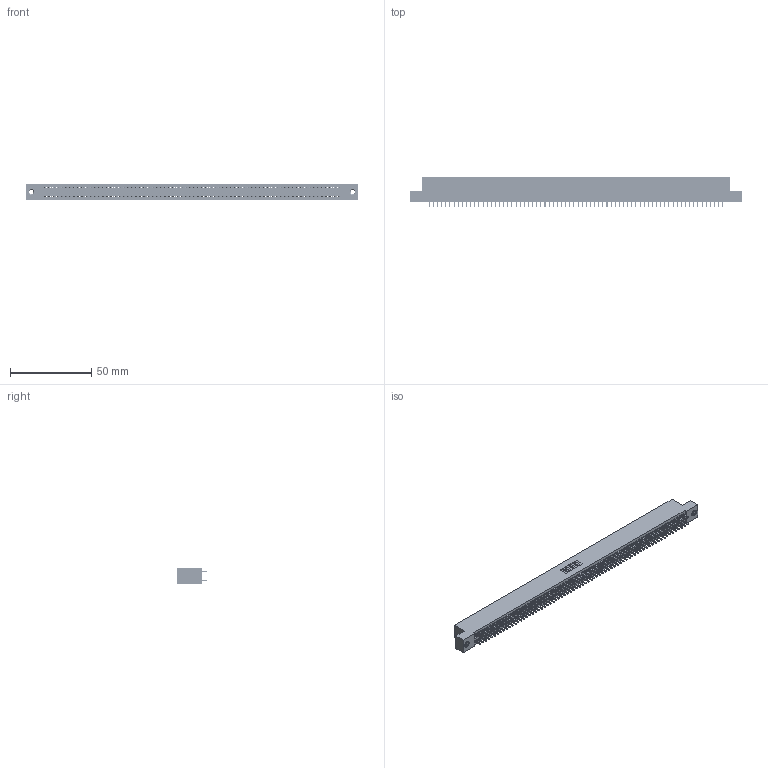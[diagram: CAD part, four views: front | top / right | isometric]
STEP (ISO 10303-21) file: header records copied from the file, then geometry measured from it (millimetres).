
FILE_DESCRIPTION (( 'STEP AP203' ), '1' );
FILE_NAME ('345-144-521-207.STEP', '2019-11-09T07:34:05', ( '' ), ( '' ), 'SwSTEP 2.0', 'SolidWorks 2016', '' );
FILE_SCHEMA (( 'CONFIG_CONTROL_DESIGN' ));
Length unit declared in the file: inch
Products named in the file (4): 345-250-001_345-250-005-103; 345 Part_Flush Mounting Lugs - 0.156 Dia-TI; 345-144-521-207; 345-292-001_345-293-121
Assembly tree (147 placements, depth 2):
  345-144-521-207
    345 Part_Flush Mounting Lugs - 0.156 Dia-TI
    345-292-001_345-293-121  x144
    345-250-001_345-250-005-103  x2
Bounding box: 204.09 x 18.72 x 9.4 mm (x, y, z)
Volume: 20031.6 mm3; surface area: 29836.4 mm2
Topology: 147 solids, 147 shells, 7386 faces, 21933 edges, 14422 vertices
Faces by surface type: plane 4864, cylinder 2506, cone 12, torus 4
Entity records: 53658 total; most frequent: CARTESIAN_POINT 8947, ORIENTED_EDGE 8874, DIRECTION 7879, EDGE_CURVE 4437, VECTOR 3997, LINE 3997, VERTEX_POINT 2952, AXIS2_PLACEMENT_3D 1941
